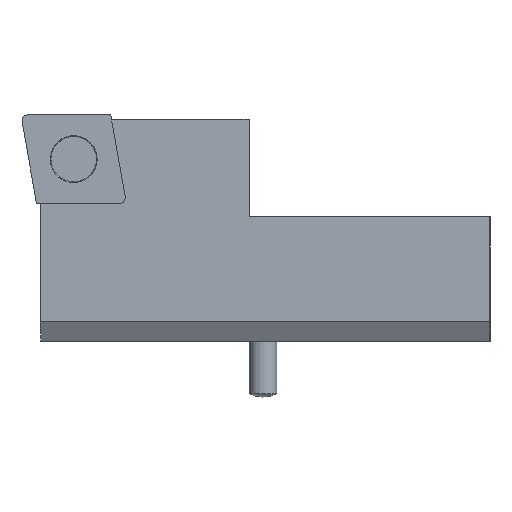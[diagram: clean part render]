
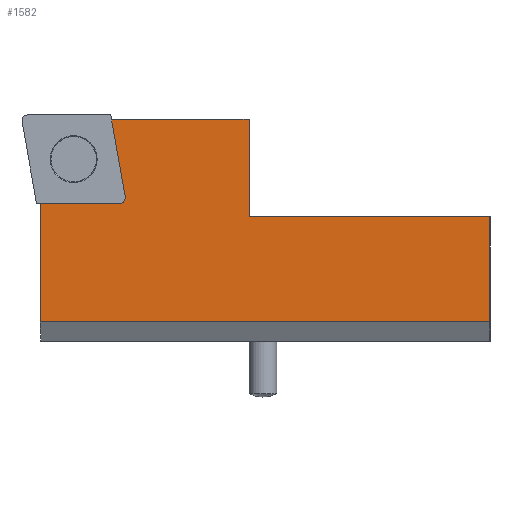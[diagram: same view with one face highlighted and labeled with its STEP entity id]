
A CAD part, top view. The second image highlights one B-rep face of the part: STEP entity #1582.
In plain terms, the highlighted planar face has unit normal (0, 0, 1).
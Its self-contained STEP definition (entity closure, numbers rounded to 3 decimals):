
#96=B_SPLINE_CURVE_WITH_KNOTS('',3,(#2480,#2481,#2482,#2483),
 .UNSPECIFIED.,.F.,.F.,(4,4),(0.663,0.679),
 .UNSPECIFIED.);
#105=FACE_OUTER_BOUND('',#193,.T.);
#193=EDGE_LOOP('',(#1042,#1043,#1044,#1045,#1046,#1047,#1048,#1049,#1050,
#1051,#1052));
#284=CIRCLE('',#1765,0.388);
#342=LINE('',#2467,#485);
#344=LINE('',#2513,#487);
#347=LINE('',#2519,#490);
#348=LINE('',#2521,#491);
#349=LINE('',#2523,#492);
#350=LINE('',#2525,#493);
#351=LINE('',#2527,#494);
#352=LINE('',#2529,#495);
#353=LINE('',#2531,#496);
#485=VECTOR('',#1951,10.);
#487=VECTOR('',#1959,10.);
#490=VECTOR('',#1964,10.);
#491=VECTOR('',#1965,10.);
#492=VECTOR('',#1966,10.);
#493=VECTOR('',#1967,10.);
#494=VECTOR('',#1968,10.);
#495=VECTOR('',#1969,10.);
#496=VECTOR('',#1970,10.);
#628=VERTEX_POINT('',#2465);
#629=VERTEX_POINT('',#2466);
#632=VERTEX_POINT('',#2479);
#636=VERTEX_POINT('',#2512);
#638=VERTEX_POINT('',#2518);
#639=VERTEX_POINT('',#2520);
#640=VERTEX_POINT('',#2522);
#641=VERTEX_POINT('',#2524);
#642=VERTEX_POINT('',#2526);
#643=VERTEX_POINT('',#2528);
#644=VERTEX_POINT('',#2530);
#787=EDGE_CURVE('',#628,#629,#342,.T.);
#791=EDGE_CURVE('',#632,#628,#96,.T.);
#796=EDGE_CURVE('',#636,#632,#344,.T.);
#799=EDGE_CURVE('',#629,#638,#347,.T.);
#800=EDGE_CURVE('',#638,#639,#348,.T.);
#801=EDGE_CURVE('',#639,#640,#349,.T.);
#802=EDGE_CURVE('',#641,#640,#350,.T.);
#803=EDGE_CURVE('',#641,#642,#351,.T.);
#804=EDGE_CURVE('',#643,#642,#352,.T.);
#805=EDGE_CURVE('',#643,#644,#353,.T.);
#806=EDGE_CURVE('',#644,#636,#284,.T.);
#1042=ORIENTED_EDGE('',*,*,#791,.T.);
#1043=ORIENTED_EDGE('',*,*,#787,.T.);
#1044=ORIENTED_EDGE('',*,*,#799,.T.);
#1045=ORIENTED_EDGE('',*,*,#800,.T.);
#1046=ORIENTED_EDGE('',*,*,#801,.T.);
#1047=ORIENTED_EDGE('',*,*,#802,.F.);
#1048=ORIENTED_EDGE('',*,*,#803,.T.);
#1049=ORIENTED_EDGE('',*,*,#804,.F.);
#1050=ORIENTED_EDGE('',*,*,#805,.T.);
#1051=ORIENTED_EDGE('',*,*,#806,.T.);
#1052=ORIENTED_EDGE('',*,*,#796,.T.);
#1512=PLANE('',#1764);
#1582=ADVANCED_FACE('',(#105),#1512,.T.);
#1764=AXIS2_PLACEMENT_3D('',#2517,#1962,#1963);
#1765=AXIS2_PLACEMENT_3D('',#2532,#1971,#1972);
#1951=DIRECTION('',(-1.,0.,0.));
#1959=DIRECTION('',(-1.,0.,0.));
#1962=DIRECTION('center_axis',(0.,0.,1.));
#1963=DIRECTION('ref_axis',(1.,0.,0.));
#1964=DIRECTION('',(0.,-1.,0.));
#1965=DIRECTION('',(1.,0.,0.));
#1966=DIRECTION('',(0.,1.,0.));
#1967=DIRECTION('',(1.,0.,0.));
#1968=DIRECTION('',(0.,1.,0.));
#1969=DIRECTION('',(1.,0.,0.));
#1970=DIRECTION('',(0.174,-0.985,0.));
#1971=DIRECTION('center_axis',(0.,0.,-1.));
#1972=DIRECTION('ref_axis',(0.,-1.,0.));
#2465=CARTESIAN_POINT('',(-32.279,9.76,0.));
#2466=CARTESIAN_POINT('',(-32.28,9.76,0.));
#2467=CARTESIAN_POINT('',(-32.692,9.76,0.));
#2479=CARTESIAN_POINT('',(-32.306,9.912,0.));
#2480=CARTESIAN_POINT('Ctrl Pts',(-32.306,9.912,0.));
#2481=CARTESIAN_POINT('Ctrl Pts',(-32.297,9.862,0.));
#2482=CARTESIAN_POINT('Ctrl Pts',(-32.288,9.811,0.));
#2483=CARTESIAN_POINT('Ctrl Pts',(-32.279,9.76,0.));
#2512=CARTESIAN_POINT('',(-26.586,9.912,0.));
#2513=CARTESIAN_POINT('',(-32.929,9.912,0.));
#2517=CARTESIAN_POINT('Origin',(-33.3,0.,0.));
#2518=CARTESIAN_POINT('',(-32.28,1.4,0.));
#2519=CARTESIAN_POINT('',(-32.28,1.691,0.));
#2520=CARTESIAN_POINT('',(0.,1.4,0.));
#2521=CARTESIAN_POINT('',(-16.65,1.4,0.));
#2522=CARTESIAN_POINT('',(0.,8.95,0.));
#2523=CARTESIAN_POINT('',(0.,0.,0.));
#2524=CARTESIAN_POINT('',(-17.3,8.95,0.));
#2525=CARTESIAN_POINT('',(-33.3,8.95,0.));
#2526=CARTESIAN_POINT('',(-17.3,15.95,0.));
#2527=CARTESIAN_POINT('',(-17.3,0.,0.));
#2528=CARTESIAN_POINT('',(-27.188,15.95,0.));
#2529=CARTESIAN_POINT('',(-33.3,15.95,0.));
#2530=CARTESIAN_POINT('',(-26.204,10.367,0.));
#2531=CARTESIAN_POINT('',(-25.424,5.947,0.));
#2532=CARTESIAN_POINT('Origin',(-26.586,10.3,0.));
